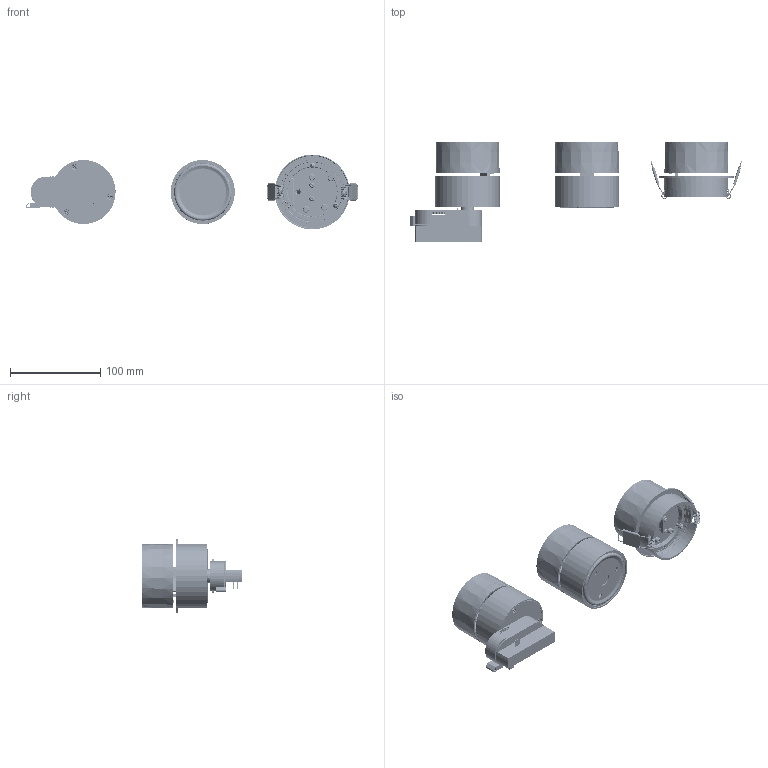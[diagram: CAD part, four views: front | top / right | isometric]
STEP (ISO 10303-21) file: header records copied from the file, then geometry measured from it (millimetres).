
FILE_DESCRIPTION (( 'STEP AP214' ), '1' );
FILE_NAME ('Q2-SU10炵蹈3D芞.STEP', '2022-06-07T07:24:48', ( 'user' ), ( '' ), 'SwSTEP 2.0', 'SolidWorks 2017', '' );
FILE_SCHEMA (( 'AUTOMOTIVE_DESIGN' ));
Length unit declared in the file: millimetre
Products named in the file (33): Q2-1001-柲階裔_1; M3X8麥芛坋趼; 欧科讯10W圆形驱动; 三线导轨头; EAG CS-15-350 SB-驱动; Q2-1002-綴裔; 64X2胶圈; Q2-RE1003; Q2-1001-腑芠_1; M3X6埴芛囀鞠褒蹟佪; Q2-1001-唅蛌菁啣_1; 揤盄諶; ACE-1001-唅蛌盓殤; 45X18X8.5粟銅郪璃; BXRV-DR-1830H-嫖埭盓殤; 45X18X⊿8.5盄噤1.3粟銅; Q2-1001-腑极_1; 12X20热缩管; HK-62X18-asm-E; Q2-1003-醱遠2; CRE-CXA1507-30G-F4-NOY-000B4-嫖埭; Q2-1001-ヶ欶_1; M3俋喘貌侗; Q2-SU10炵蹈3D芞; M3X4埴芛坋趼蹟佪; M3X6圆柱头内六角 - 副本; M3X5圆头十字螺丝（B机）; ￠1.0X150安全线; 6X3.2X3菜詢翐; 7X3X1菜え; Q2-SU1002; Q2-1001-縐銅_1; M10X T2.0蹟譫
Assembly tree (78 placements, depth 4):
  Q2-SU10炵蹈3D芞
    CRE-CXA1507-30G-F4-NOY-000B4-嫖埭
    HK-62X18-asm-E
    Q2-1001-腑极_1
    BXRV-DR-1830H-嫖埭盓殤
    ACE-1001-唅蛌盓殤
    Q2-1001-唅蛌菁啣_1
    Q2-1001-腑芠_1
    64X2胶圈
    EAG CS-15-350 SB-驱动
    欧科讯10W圆形驱动
    Q2-1001-柲階裔_1
    Q2-1001-縐銅_1
    7X3X1菜え  x2
    6X3.2X3菜詢翐
    ￠1.0X150安全线  x2
    M3X5圆头十字螺丝（B机）  x2
    M3X6圆柱头内六角 - 副本
    M3X4埴芛坋趼蹟佪  x2
    M3俋喘貌侗
    Q2-1001-ヶ欶_1
    Q2-RE1003
      CRE-CXA1507-30G-F4-NOY-000B4-嫖埭
      HK-62X18-asm-E
      Q2-1001-腑极_1
      BXRV-DR-1830H-嫖埭盓殤
      ACE-1001-唅蛌盓殤
      Q2-1001-唅蛌菁啣_1
      64X2胶圈
      Q2-1001-縐銅_1
      7X3X1菜え  x2
      6X3.2X3菜詢翐
      M3X5圆头十字螺丝（B机）  x2
      M3X6圆柱头内六角 - 副本
      Q2-1001-ヶ欶_1
      Q2-1003-醱遠2
      45X18X8.5粟銅郪璃  x2
        12X20热缩管
        45X18X⊿8.5盄噤1.3粟銅
      揤盄諶
      M3X6埴芛囀鞠褒蹟佪  x2
    Q2-SU1002
      CRE-CXA1507-30G-F4-NOY-000B4-嫖埭
      HK-62X18-asm-E
      Q2-1001-腑极_1
      BXRV-DR-1830H-嫖埭盓殤
      ACE-1001-唅蛌盓殤
      Q2-1001-唅蛌菁啣_1
      Q2-1001-腑芠_1
      64X2胶圈
      EAG CS-15-350 SB-驱动
      欧科讯10W圆形驱动
      Q2-1001-縐銅_1
      7X3X1菜え  x2
      6X3.2X3菜詢翐
      ￠1.0X150安全线  x2
      M3X5圆头十字螺丝（B机）  x2
      M3X6圆柱头内六角 - 副本
      M3X4埴芛坋趼蹟佪  x2
      M3俋喘貌侗
Bounding box: 367.56 x 110.2 x 83 mm (x, y, z)
Volume: 394714.9 mm3; surface area: 294799.9 mm2
Topology: 74 solids, 76 shells, 5763 faces, 15136 edges, 9782 vertices
Faces by surface type: plane 2505, cylinder 1281, bspline 959, torus 518, cone 429, sphere 71
Entity records: 122641 total; most frequent: CARTESIAN_POINT 47029, ORIENTED_EDGE 11894, DIRECTION 9474, EDGE_CURVE 5949, VERTEX_POINT 3885, AXIS2_PLACEMENT_3D 3427, LINE 2620, VECTOR 2620
